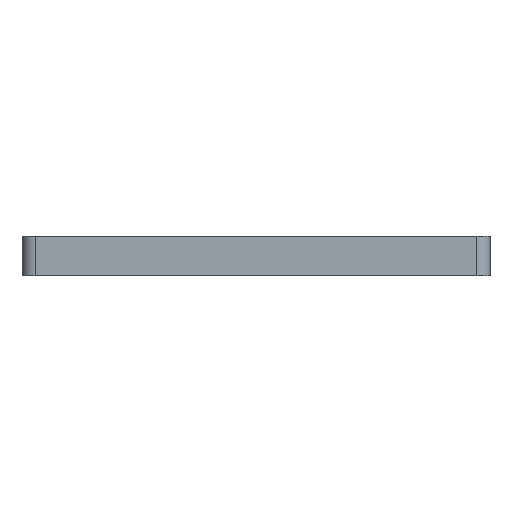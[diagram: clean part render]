
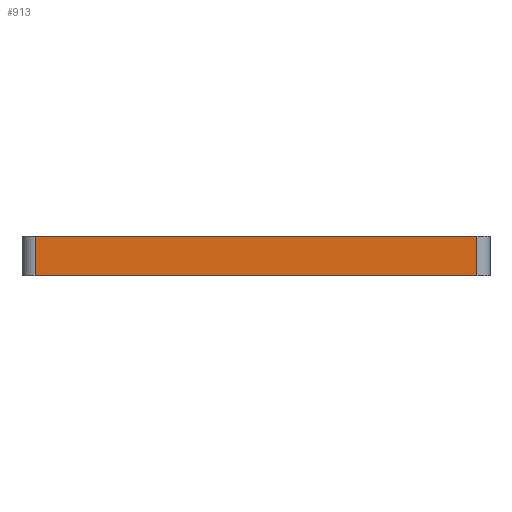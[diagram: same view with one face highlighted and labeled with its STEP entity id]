
A CAD part, left-side view. The second image highlights one B-rep face of the part: STEP entity #913.
In plain terms, the highlighted planar face has unit normal (-1, 0, 0).
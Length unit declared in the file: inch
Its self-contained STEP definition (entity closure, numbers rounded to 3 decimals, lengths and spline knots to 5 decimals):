
#7 = VECTOR ( 'NONE', #790, 39.37008 ) ;
#62 = CARTESIAN_POINT ( 'NONE',  ( -2.25, -2.125, -0.375 ) ) ;
#124 = EDGE_CURVE ( 'NONE', #826, #527, #308, .T. ) ;
#166 = DIRECTION ( 'NONE',  ( 0., -1., 0. ) ) ;
#168 = DIRECTION ( 'NONE',  ( 0., -1., 0. ) ) ;
#216 = EDGE_LOOP ( 'NONE', ( #896, #701, #399, #712 ) ) ;
#233 = CARTESIAN_POINT ( 'NONE',  ( -2.25, -2.125, 0. ) ) ;
#239 = CARTESIAN_POINT ( 'NONE',  ( -2.25, 2.25, 0. ) ) ;
#282 = LINE ( 'NONE', #431, #537 ) ;
#308 = LINE ( 'NONE', #239, #501 ) ;
#315 = CARTESIAN_POINT ( 'NONE',  ( -2.25, -2.125, -0.375 ) ) ;
#373 = VERTEX_POINT ( 'NONE', #958 ) ;
#388 = FACE_OUTER_BOUND ( 'NONE', #216, .T. ) ;
#397 = EDGE_CURVE ( 'NONE', #826, #373, #282, .T. ) ;
#399 = ORIENTED_EDGE ( 'NONE', *, *, #124, .F. ) ;
#431 = CARTESIAN_POINT ( 'NONE',  ( -2.25, 2.125, -0.375 ) ) ;
#432 = VERTEX_POINT ( 'NONE', #315 ) ;
#501 = VECTOR ( 'NONE', #166, 39.37008 ) ;
#511 = CARTESIAN_POINT ( 'NONE',  ( -2.25, 2.25, -0.375 ) ) ;
#517 = PLANE ( 'NONE',  #577 ) ;
#527 = VERTEX_POINT ( 'NONE', #233 ) ;
#537 = VECTOR ( 'NONE', #877, 39.37008 ) ;
#577 = AXIS2_PLACEMENT_3D ( 'NONE', #898, #682, #908 ) ;
#585 = VECTOR ( 'NONE', #168, 39.37008 ) ;
#682 = DIRECTION ( 'NONE',  ( -1., 0., 0. ) ) ;
#701 = ORIENTED_EDGE ( 'NONE', *, *, #781, .F. ) ;
#712 = ORIENTED_EDGE ( 'NONE', *, *, #397, .T. ) ;
#761 = CARTESIAN_POINT ( 'NONE',  ( -2.25, 2.125, 0. ) ) ;
#781 = EDGE_CURVE ( 'NONE', #527, #432, #875, .T. ) ;
#790 = DIRECTION ( 'NONE',  ( 0., 0., -1. ) ) ;
#814 = EDGE_CURVE ( 'NONE', #373, #432, #883, .T. ) ;
#826 = VERTEX_POINT ( 'NONE', #761 ) ;
#875 = LINE ( 'NONE', #62, #7 ) ;
#877 = DIRECTION ( 'NONE',  ( 0., 0., -1. ) ) ;
#883 = LINE ( 'NONE', #511, #585 ) ;
#896 = ORIENTED_EDGE ( 'NONE', *, *, #814, .T. ) ;
#898 = CARTESIAN_POINT ( 'NONE',  ( -2.25, 2.25, -0.375 ) ) ;
#908 = DIRECTION ( 'NONE',  ( 0., -1., 0. ) ) ;
#913 = ADVANCED_FACE ( 'NONE', ( #388 ), #517, .T. ) ;
#958 = CARTESIAN_POINT ( 'NONE',  ( -2.25, 2.125, -0.375 ) ) ;
